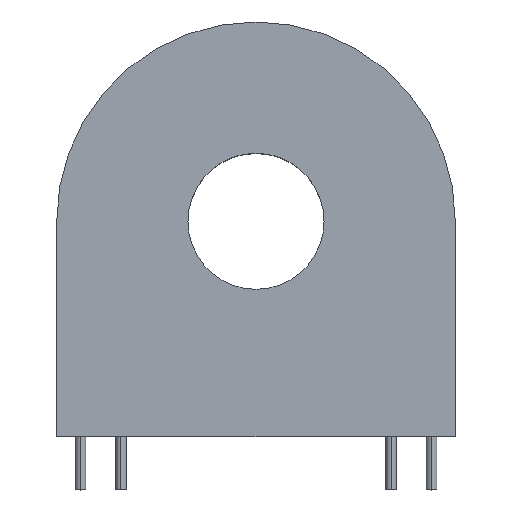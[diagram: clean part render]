
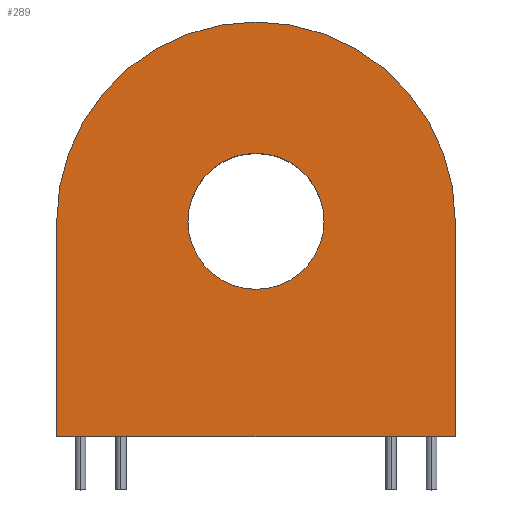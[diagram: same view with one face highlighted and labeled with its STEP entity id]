
A CAD part, top view. The second image highlights one B-rep face of the part: STEP entity #289.
In plain terms, the highlighted planar face has unit normal (0, 0, 1).
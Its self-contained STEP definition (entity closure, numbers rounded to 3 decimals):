
#2 = VERTEX_POINT ( 'NONE', #51 ) ;
#4 = AXIS2_PLACEMENT_3D ( 'NONE', #114, #611, #82 ) ;
#51 = CARTESIAN_POINT ( 'NONE',  ( -18.75, -20.25, 14. ) ) ;
#62 = LINE ( 'NONE', #544, #582 ) ;
#68 = CARTESIAN_POINT ( 'NONE',  ( 18.75, -20.25, 14. ) ) ;
#71 = CARTESIAN_POINT ( 'NONE',  ( 0., 0., 14. ) ) ;
#72 = VECTOR ( 'NONE', #328, 1000. ) ;
#74 = VERTEX_POINT ( 'NONE', #111 ) ;
#78 = PLANE ( 'NONE',  #436 ) ;
#82 = DIRECTION ( 'NONE',  ( 1., 0., 0. ) ) ;
#100 = DIRECTION ( 'NONE',  ( 0., 0., 1. ) ) ;
#101 = EDGE_CURVE ( 'NONE', #188, #2, #62, .T. ) ;
#105 = LINE ( 'NONE', #156, #253 ) ;
#111 = CARTESIAN_POINT ( 'NONE',  ( 6.4, 0., 14. ) ) ;
#114 = CARTESIAN_POINT ( 'NONE',  ( 0., 0., 14. ) ) ;
#141 = CIRCLE ( 'NONE', #4, 6.4 ) ;
#153 = ORIENTED_EDGE ( 'NONE', *, *, #534, .F. ) ;
#156 = CARTESIAN_POINT ( 'NONE',  ( 18.75, 0., 14. ) ) ;
#171 = CARTESIAN_POINT ( 'NONE',  ( -18.75, -20.25, 14. ) ) ;
#188 = VERTEX_POINT ( 'NONE', #267 ) ;
#197 = VERTEX_POINT ( 'NONE', #68 ) ;
#202 = VERTEX_POINT ( 'NONE', #203 ) ;
#203 = CARTESIAN_POINT ( 'NONE',  ( 18.75, 0., 14. ) ) ;
#206 = AXIS2_PLACEMENT_3D ( 'NONE', #211, #259, #411 ) ;
#211 = CARTESIAN_POINT ( 'NONE',  ( 0., 0., 14. ) ) ;
#235 = FACE_OUTER_BOUND ( 'NONE', #304, .T. ) ;
#253 = VECTOR ( 'NONE', #354, 1000. ) ;
#259 = DIRECTION ( 'NONE',  ( 0., 0., 1. ) ) ;
#267 = CARTESIAN_POINT ( 'NONE',  ( -18.75, 0., 14. ) ) ;
#289 = ADVANCED_FACE ( 'NONE', ( #235, #614 ), #78, .F. ) ;
#302 = EDGE_LOOP ( 'NONE', ( #423, #153 ) ) ;
#304 = EDGE_LOOP ( 'NONE', ( #486, #515, #530, #397 ) ) ;
#326 = CARTESIAN_POINT ( 'NONE',  ( -6.4, 0., 14. ) ) ;
#328 = DIRECTION ( 'NONE',  ( 1., 0., 0. ) ) ;
#337 = EDGE_CURVE ( 'NONE', #2, #197, #472, .T. ) ;
#349 = CIRCLE ( 'NONE', #573, 18.75 ) ;
#352 = EDGE_CURVE ( 'NONE', #429, #74, #141, .T. ) ;
#354 = DIRECTION ( 'NONE',  ( 0., 1., 0. ) ) ;
#358 = CARTESIAN_POINT ( 'NONE',  ( 0., 0., 14. ) ) ;
#388 = CIRCLE ( 'NONE', #206, 6.4 ) ;
#397 = ORIENTED_EDGE ( 'NONE', *, *, #624, .T. ) ;
#411 = DIRECTION ( 'NONE',  ( 1., 0., 0. ) ) ;
#423 = ORIENTED_EDGE ( 'NONE', *, *, #352, .F. ) ;
#429 = VERTEX_POINT ( 'NONE', #326 ) ;
#430 = DIRECTION ( 'NONE',  ( 0., 0., -1. ) ) ;
#436 = AXIS2_PLACEMENT_3D ( 'NONE', #71, #430, #475 ) ;
#458 = DIRECTION ( 'NONE',  ( 0., -1., 0. ) ) ;
#472 = LINE ( 'NONE', #171, #72 ) ;
#475 = DIRECTION ( 'NONE',  ( -1., 0., 0. ) ) ;
#486 = ORIENTED_EDGE ( 'NONE', *, *, #602, .T. ) ;
#497 = DIRECTION ( 'NONE',  ( -1., 0., 0. ) ) ;
#515 = ORIENTED_EDGE ( 'NONE', *, *, #101, .T. ) ;
#530 = ORIENTED_EDGE ( 'NONE', *, *, #337, .T. ) ;
#534 = EDGE_CURVE ( 'NONE', #74, #429, #388, .T. ) ;
#544 = CARTESIAN_POINT ( 'NONE',  ( -18.75, 0., 14. ) ) ;
#573 = AXIS2_PLACEMENT_3D ( 'NONE', #358, #100, #497 ) ;
#582 = VECTOR ( 'NONE', #458, 1000. ) ;
#602 = EDGE_CURVE ( 'NONE', #202, #188, #349, .T. ) ;
#611 = DIRECTION ( 'NONE',  ( 0., 0., 1. ) ) ;
#614 = FACE_BOUND ( 'NONE', #302, .T. ) ;
#624 = EDGE_CURVE ( 'NONE', #197, #202, #105, .T. ) ;
